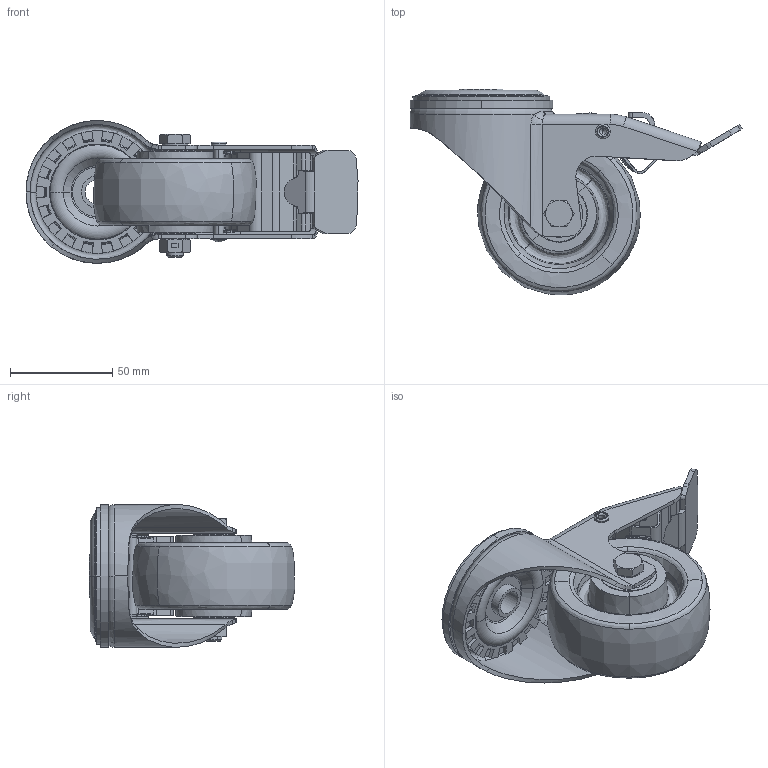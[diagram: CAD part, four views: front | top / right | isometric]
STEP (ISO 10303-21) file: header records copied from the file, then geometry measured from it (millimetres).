
FILE_DESCRIPTION (( 'STEP AP214' ), '1' );
FILE_NAME ('0055698.step', '2023-12-12T10:43:38', ( '' ), ( '' ), 'SwSTEP 2.0', 'SolidWorks 2020', '' );
FILE_SCHEMA (( 'AUTOMOTIVE_DESIGN' ));
Length unit declared in the file: millimetre
Products named in the file (1): 0055698
Bounding box: 162.71 x 100.74 x 70 mm (x, y, z)
Volume: 211873.5 mm3; surface area: 121983.5 mm2
Topology: 20 solids, 22 shells, 1579 faces, 4119 edges, 2574 vertices
Faces by surface type: plane 436, bspline 398, cylinder 396, cone 184, torus 161, sphere 4
Entity records: 81649 total; most frequent: CARTESIAN_POINT 27496, ORIENTED_EDGE 8202, DIRECTION 7179, EDGE_CURVE 4101, AXIS2_PLACEMENT_3D 2848, VERTEX_POINT 2574, CIRCLE 1666, EDGE_LOOP 1645
